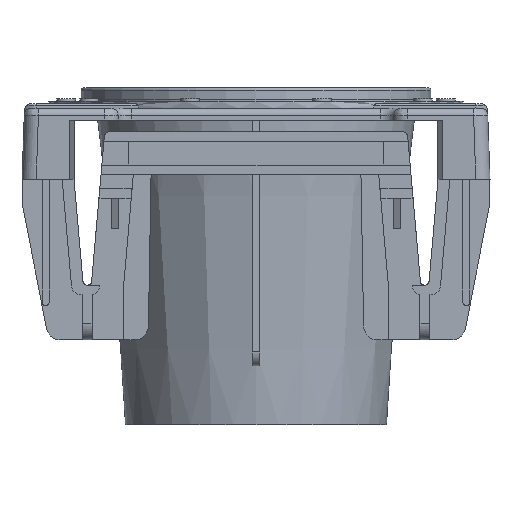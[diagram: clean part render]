
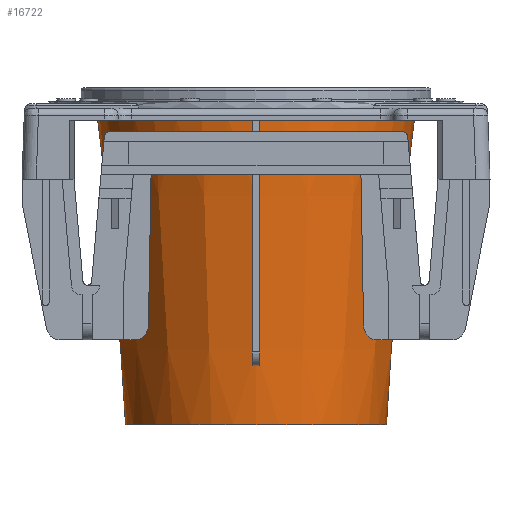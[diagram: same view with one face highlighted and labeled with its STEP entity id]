
A CAD part, left-side view. The second image highlights one B-rep face of the part: STEP entity #16722.
In plain terms, the highlighted conical face has half-angle 5.2 degrees and reference radius 33.8 mm.
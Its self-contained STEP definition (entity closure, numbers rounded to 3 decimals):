
#1898=FACE_OUTER_BOUND('',#2868,.T.);
#2868=EDGE_LOOP('',(#12400,#12401,#12402,#12403,#12404,#12405,#12406,#12407,
#12408));
#3992=LINE('',#23949,#5601);
#3993=LINE('',#23950,#5602);
#3994=LINE('',#23951,#5603);
#5601=VECTOR('',#19467,33.8);
#5602=VECTOR('',#19468,10.);
#5603=VECTOR('',#19469,10.);
#6975=CIRCLE('',#17720,33.481);
#6976=CIRCLE('',#17721,33.481);
#7043=CIRCLE('',#17869,27.612);
#7417=VERTEX_POINT('',#23376);
#7418=VERTEX_POINT('',#23377);
#7471=VERTEX_POINT('',#23498);
#7476=VERTEX_POINT('',#23511);
#7583=VERTEX_POINT('',#23947);
#9228=EDGE_CURVE('',#7471,#7417,#6975,.T.);
#9229=EDGE_CURVE('',#7417,#7471,#6976,.T.);
#9412=EDGE_CURVE('',#7583,#7583,#7043,.T.);
#9413=EDGE_CURVE('',#7583,#7476,#3992,.T.);
#9414=EDGE_CURVE('',#7471,#7476,#3993,.T.);
#9415=EDGE_CURVE('',#7417,#7418,#3994,.T.);
#12400=ORIENTED_EDGE('',*,*,#9412,.T.);
#12401=ORIENTED_EDGE('',*,*,#9413,.T.);
#12402=ORIENTED_EDGE('',*,*,#9414,.F.);
#12403=ORIENTED_EDGE('',*,*,#9229,.F.);
#12404=ORIENTED_EDGE('',*,*,#9415,.T.);
#12405=ORIENTED_EDGE('',*,*,#9415,.F.);
#12406=ORIENTED_EDGE('',*,*,#9228,.F.);
#12407=ORIENTED_EDGE('',*,*,#9414,.T.);
#12408=ORIENTED_EDGE('',*,*,#9413,.F.);
#16521=CONICAL_SURFACE('',#17868,33.8,0.091);
#16722=ADVANCED_FACE('',(#1898),#16521,.T.);
#17720=AXIS2_PLACEMENT_3D('',#23499,#19087,#19088);
#17721=AXIS2_PLACEMENT_3D('',#23500,#19089,#19090);
#17868=AXIS2_PLACEMENT_3D('',#23946,#19463,#19464);
#17869=AXIS2_PLACEMENT_3D('',#23948,#19465,#19466);
#19087=DIRECTION('center_axis',(0.,0.,1.));
#19088=DIRECTION('ref_axis',(-1.,0.,0.));
#19089=DIRECTION('center_axis',(0.,0.,1.));
#19090=DIRECTION('ref_axis',(-1.,0.,0.));
#19463=DIRECTION('center_axis',(0.,0.,1.));
#19464=DIRECTION('ref_axis',(-1.,0.,0.));
#19465=DIRECTION('center_axis',(0.,0.,1.));
#19466=DIRECTION('ref_axis',(-1.,0.,0.));
#19467=DIRECTION('',(0.091,0.,0.996));
#19468=DIRECTION('',(-0.091,0.,-0.996));
#19469=DIRECTION('',(0.091,0.,-0.996));
#23376=CARTESIAN_POINT('',(-33.481,0.,0.));
#23377=CARTESIAN_POINT('',(-28.749,0.,-52.));
#23498=CARTESIAN_POINT('',(33.481,0.,0.));
#23499=CARTESIAN_POINT('Origin',(0.,0.,0.));
#23500=CARTESIAN_POINT('Origin',(0.,0.,0.));
#23511=CARTESIAN_POINT('',(28.749,0.,-52.));
#23946=CARTESIAN_POINT('Origin',(0.,0.,3.5));
#23947=CARTESIAN_POINT('',(27.612,0.,-64.5));
#23948=CARTESIAN_POINT('Origin',(0.,0.,-64.5));
#23949=CARTESIAN_POINT('',(33.8,0.,3.5));
#23950=CARTESIAN_POINT('',(33.8,0.,3.5));
#23951=CARTESIAN_POINT('',(-33.8,0.,3.5));
